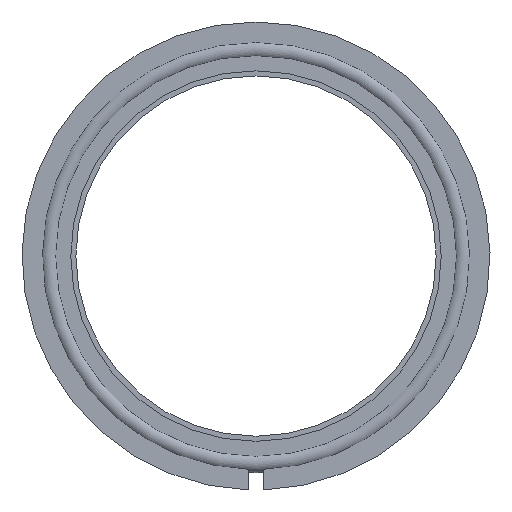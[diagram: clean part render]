
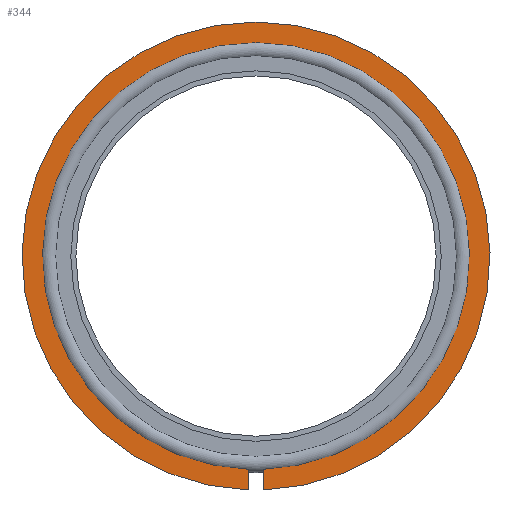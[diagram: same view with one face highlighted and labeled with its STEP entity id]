
A CAD part, front view. The second image highlights one B-rep face of the part: STEP entity #344.
In plain terms, the highlighted planar face has unit normal (0, -1, 0).
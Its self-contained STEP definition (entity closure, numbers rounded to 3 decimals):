
#48=LINE('',#661,#63);
#56=LINE('',#748,#71);
#63=VECTOR('',#549,10.);
#71=VECTOR('',#559,10.);
#94=FACE_OUTER_BOUND('',#117,.T.);
#117=EDGE_LOOP('',(#294,#295,#296,#297));
#143=CIRCLE('',#467,64.25);
#144=CIRCLE('',#469,58.58);
#169=VERTEX_POINT('',#658);
#170=VERTEX_POINT('',#660);
#181=VERTEX_POINT('',#731);
#182=VERTEX_POINT('',#747);
#206=EDGE_CURVE('',#170,#169,#48,.T.);
#218=EDGE_CURVE('',#182,#181,#56,.T.);
#222=EDGE_CURVE('',#182,#169,#143,.T.);
#223=EDGE_CURVE('',#181,#170,#144,.T.);
#294=ORIENTED_EDGE('',*,*,#218,.T.);
#295=ORIENTED_EDGE('',*,*,#223,.T.);
#296=ORIENTED_EDGE('',*,*,#206,.T.);
#297=ORIENTED_EDGE('',*,*,#222,.F.);
#329=PLANE('',#468);
#344=ADVANCED_FACE('',(#94),#329,.T.);
#467=AXIS2_PLACEMENT_3D('',#754,#569,#570);
#468=AXIS2_PLACEMENT_3D('',#755,#571,#572);
#469=AXIS2_PLACEMENT_3D('',#756,#573,#574);
#549=DIRECTION('',(0.,0.,1.));
#559=DIRECTION('',(0.,0.,-1.));
#569=DIRECTION('center_axis',(0.,1.,0.));
#570=DIRECTION('ref_axis',(1.,0.,0.));
#571=DIRECTION('center_axis',(0.,-1.,0.));
#572=DIRECTION('ref_axis',(0.,0.,-1.));
#573=DIRECTION('center_axis',(0.,1.,0.));
#574=DIRECTION('ref_axis',(1.,0.,0.));
#658=CARTESIAN_POINT('',(-2.,2.,64.219));
#660=CARTESIAN_POINT('',(-2.,2.,58.545));
#661=CARTESIAN_POINT('',(-2.,2.,29.273));
#731=CARTESIAN_POINT('',(2.,2.,58.545));
#747=CARTESIAN_POINT('',(2.,2.,64.219));
#748=CARTESIAN_POINT('',(2.,2.,32.109));
#754=CARTESIAN_POINT('Origin',(0.,2.,0.));
#755=CARTESIAN_POINT('Origin',(-64.25,2.,0.));
#756=CARTESIAN_POINT('Origin',(0.,2.,0.));
